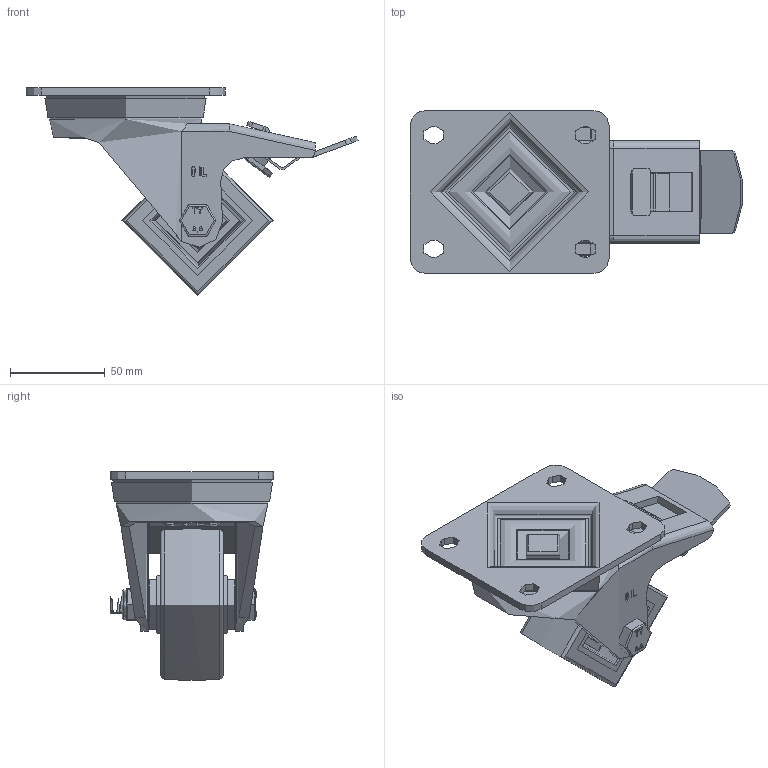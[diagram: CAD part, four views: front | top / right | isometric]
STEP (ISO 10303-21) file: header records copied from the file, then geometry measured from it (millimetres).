
FILE_DESCRIPTION(/* description */ (''),/* implementation_level */ '2;1');
FILE_NAME(/* name */ 'BZH80NPSWB.step',/* time_stamp */ '2025-05-28T11:25:58+01:00',/* author */ (''),/* organization */ (''),/* preprocessor_version */ 'ST-DEVELOPER v20.1',/* originating_system */ 'Autodesk Translation Framework v14.10.0.0',/* authorisation */ '');
FILE_SCHEMA (('AUTOMOTIVE_DESIGN { 1 0 10303 214 3 1 1 }'));
Length unit declared in the file: millimetre
Products named in the file (20): BZH80NPSWB; BZH80ASSWB v1; ZINC PLATED, PRESSED STEEL TOP PLATE; ZINC PLATED, PRESSED STEEL FORKS; BEARING SEAL; ZINC PLATED, PRESSED STEEL BRAKE PEDAL; BRAKE PAD; BRAKE PAD Geometry; BRAKE BOLT; BZMM80WNP v1; POLYURETHANE TYRE; NYLON RIM; TUBEM12X46X10 v1; ZINC PLATED AXLE TUBE; HEXBOLTM10X70Z8.8 v2; GRADE 8.8 THREADED ZINC PLATED BOLT; NYLOCM10Z v1; NYLOC NUT; RUBBER; NUT
Assembly tree (19 placements, depth 4):
  BZH80NPSWB
    BZH80ASSWB v1
      ZINC PLATED, PRESSED STEEL TOP PLATE
      ZINC PLATED, PRESSED STEEL FORKS
      BEARING SEAL
      ZINC PLATED, PRESSED STEEL BRAKE PEDAL
      BRAKE PAD
        BRAKE PAD Geometry
        BRAKE BOLT
    BZMM80WNP v1
      POLYURETHANE TYRE
      NYLON RIM
    TUBEM12X46X10 v1
      ZINC PLATED AXLE TUBE
    HEXBOLTM10X70Z8.8 v2
      GRADE 8.8 THREADED ZINC PLATED BOLT
    NYLOCM10Z v1
      NYLOC NUT
        RUBBER
        NUT
Bounding box: 175.06 x 86 x 109.93 mm (x, y, z)
Volume: 293980.2 mm3; surface area: 126476.7 mm2
Topology: 12 solids, 12 shells, 586 faces, 1496 edges, 961 vertices
Faces by surface type: plane 310, cylinder 174, bspline 55, torus 22, cone 13, sphere 12
Full cylindrical faces by diameter (mm): 8 x2, 8.141 x18, 9.85 x19, 10 x4, 10.2 x2, 11.95 x1, 12 x2, 12.5 x1, 16 x2, 20 x1, 25 x2, 26 x2, 31 x1, 32 x1, 58 x2, 59 x1, 72 x1, 80 x1
Entity records: 24944 total; most frequent: CARTESIAN_POINT 10341, ORIENTED_EDGE 2992, DIRECTION 2844, EDGE_CURVE 1496, AXIS2_PLACEMENT_3D 981, VERTEX_POINT 961, LINE 882, VECTOR 882
